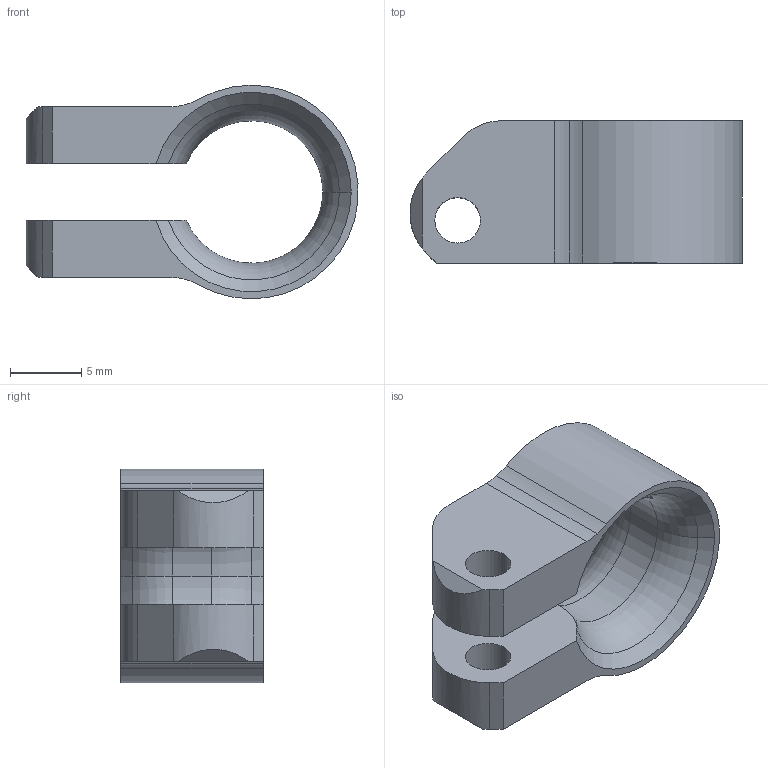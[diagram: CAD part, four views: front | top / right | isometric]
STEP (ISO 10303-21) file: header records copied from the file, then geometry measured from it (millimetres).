
FILE_DESCRIPTION (( 'STEP AP214' ), '1' );
FILE_NAME ('X_cable.STEP', '2024-12-08T11:53:44', ( '' ), ( '' ), 'SwSTEP 2.0', 'SolidWorks 2024', '' );
FILE_SCHEMA (( 'AUTOMOTIVE_DESIGN' ));
Length unit declared in the file: millimetre
Products named in the file (1): X_cable
Bounding box: 23.32 x 10 x 15 mm (x, y, z)
Volume: 1326.6 mm3; surface area: 1348.9 mm2
Topology: 1 solids, 1 shells, 38 faces, 104 edges, 68 vertices
Faces by surface type: cylinder 18, plane 12, torus 4, cone 4
Entity records: 1759 total; most frequent: CARTESIAN_POINT 323, DIRECTION 220, ORIENTED_EDGE 208, EDGE_CURVE 104, AXIS2_PLACEMENT_3D 87, VERTEX_POINT 68, CIRCLE 48, LINE 46
